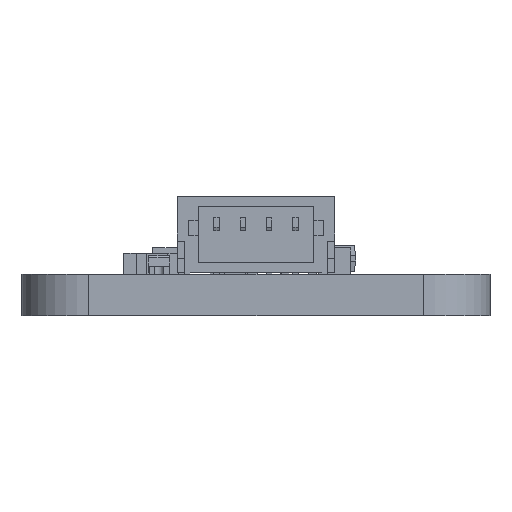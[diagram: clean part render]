
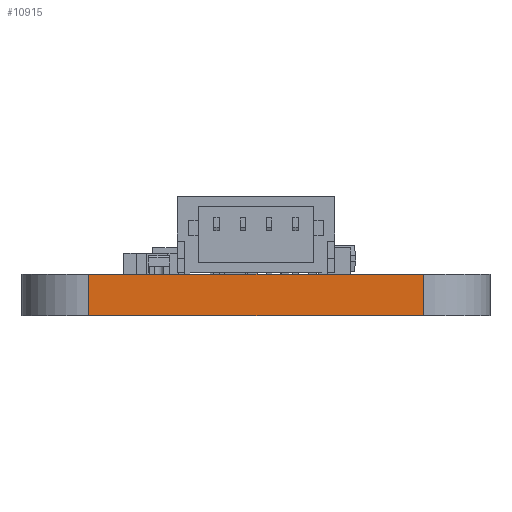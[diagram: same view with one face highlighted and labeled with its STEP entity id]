
A CAD part, left-side view. The second image highlights one B-rep face of the part: STEP entity #10915.
In plain terms, the highlighted planar face has unit normal (-1, 0, 0).
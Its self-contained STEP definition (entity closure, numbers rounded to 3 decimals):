
#185=PLANE('',#11690);
#683=FACE_OUTER_BOUND('',#1267,.T.);
#1267=EDGE_LOOP('',(#7454,#7455,#7456,#7457));
#1925=LINE('',#15650,#3237);
#1926=LINE('',#15653,#3238);
#1927=LINE('',#15655,#3239);
#1928=LINE('',#15656,#3240);
#3237=VECTOR('',#12683,10.);
#3238=VECTOR('',#12686,10.);
#3239=VECTOR('',#12687,10.);
#3240=VECTOR('',#12688,10.);
#4812=VERTEX_POINT('',#15646);
#4813=VERTEX_POINT('',#15648);
#4814=VERTEX_POINT('',#15652);
#4815=VERTEX_POINT('',#15654);
#5865=EDGE_CURVE('',#4812,#4813,#1925,.T.);
#5866=EDGE_CURVE('',#4814,#4812,#1926,.T.);
#5867=EDGE_CURVE('',#4815,#4813,#1927,.T.);
#5868=EDGE_CURVE('',#4814,#4815,#1928,.T.);
#7454=ORIENTED_EDGE('',*,*,#5866,.T.);
#7455=ORIENTED_EDGE('',*,*,#5865,.T.);
#7456=ORIENTED_EDGE('',*,*,#5867,.F.);
#7457=ORIENTED_EDGE('',*,*,#5868,.F.);
#10915=ADVANCED_FACE('',(#683),#185,.T.);
#11690=AXIS2_PLACEMENT_3D('',#15651,#12684,#12685);
#12683=DIRECTION('',(0.,0.,1.));
#12684=DIRECTION('center_axis',(-1.,0.,0.));
#12685=DIRECTION('ref_axis',(0.,-1.,0.));
#12686=DIRECTION('',(0.,-1.,0.));
#12687=DIRECTION('',(0.,-1.,0.));
#12688=DIRECTION('',(0.,0.,1.));
#15646=CARTESIAN_POINT('',(0.,2.54,0.));
#15648=CARTESIAN_POINT('',(0.,2.54,1.57));
#15650=CARTESIAN_POINT('',(0.,2.54,0.));
#15651=CARTESIAN_POINT('Origin',(0.,15.24,0.));
#15652=CARTESIAN_POINT('',(0.,15.24,0.));
#15653=CARTESIAN_POINT('',(0.,15.24,0.));
#15654=CARTESIAN_POINT('',(0.,15.24,1.57));
#15655=CARTESIAN_POINT('',(0.,15.24,1.57));
#15656=CARTESIAN_POINT('',(0.,15.24,0.));
